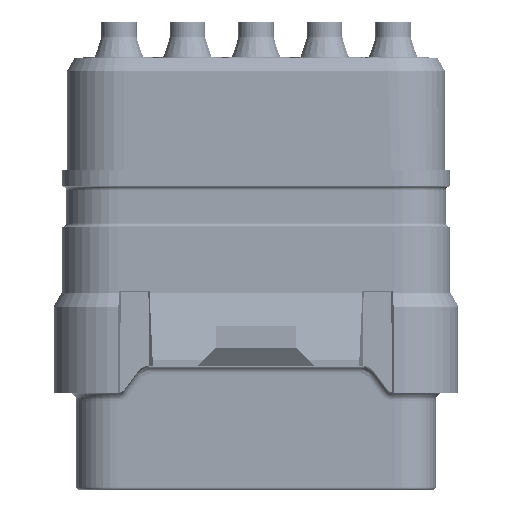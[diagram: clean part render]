
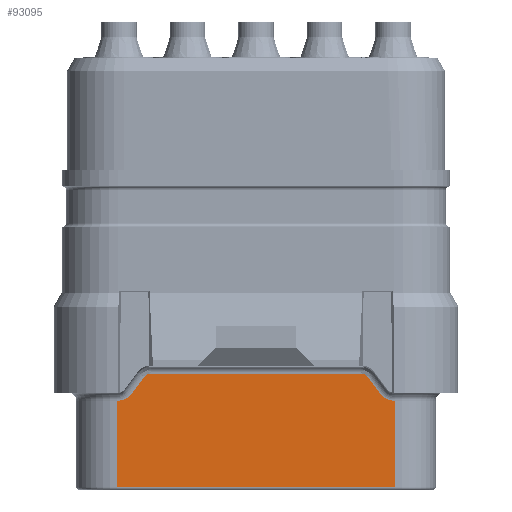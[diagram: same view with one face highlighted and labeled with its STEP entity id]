
A CAD part, front view. The second image highlights one B-rep face of the part: STEP entity #93095.
In plain terms, the highlighted planar face has unit normal (0, -1, 0).
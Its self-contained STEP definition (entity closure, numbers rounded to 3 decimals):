
#6882=DIRECTION('',(-1.,0.,0.));
#6883=VECTOR('',#6882,10.32);
#6884=CARTESIAN_POINT('',(5.16,-5.81,-11.74));
#6885=LINE('',#6884,#6883);
#7054=DIRECTION('',(-1.,0.,0.));
#7055=VECTOR('',#7054,0.06);
#7056=CARTESIAN_POINT('',(5.16,-5.81,-8.53));
#7057=LINE('',#7056,#7055);
#7058=DIRECTION('',(0.,0.,-1.));
#7059=VECTOR('',#7058,3.21);
#7060=CARTESIAN_POINT('',(5.16,-5.81,-8.53));
#7061=LINE('',#7060,#7059);
#7067=DIRECTION('',(-1.,0.,0.));
#7068=VECTOR('',#7067,0.06);
#7069=CARTESIAN_POINT('',(-5.1,-5.81,-8.53));
#7070=LINE('',#7069,#7068);
#7123=DIRECTION('',(0.,0.,-1.));
#7124=VECTOR('',#7123,3.21);
#7125=CARTESIAN_POINT('',(-5.16,-5.81,-8.53));
#7126=LINE('',#7125,#7124);
#7791=CARTESIAN_POINT('',(5.1,-5.81,-7.93));
#7792=DIRECTION('',(0.,1.,0.));
#7793=DIRECTION('',(0.,0.,-1.));
#7794=AXIS2_PLACEMENT_3D('',#7791,#7792,#7793);
#7810=DIRECTION('',(-0.6,0.,0.8));
#7811=VECTOR('',#7810,0.8);
#7812=CARTESIAN_POINT('',(4.62,-5.81,-8.29));
#7813=LINE('',#7812,#7811);
#7828=CARTESIAN_POINT('',(3.9,-5.81,-7.83));
#7829=DIRECTION('',(0.,-1.,0.));
#7830=DIRECTION('',(0.8,0.,0.6));
#7831=AXIS2_PLACEMENT_3D('',#7828,#7829,#7830);
#7889=CARTESIAN_POINT('',(-3.9,-5.81,-7.83));
#7890=DIRECTION('',(0.,-1.,0.));
#7891=DIRECTION('',(0.,0.,1.));
#7892=AXIS2_PLACEMENT_3D('',#7889,#7890,#7891);
#7965=DIRECTION('',(-1.,0.,0.));
#7966=VECTOR('',#7965,7.8);
#7967=CARTESIAN_POINT('',(3.9,-5.81,-7.53));
#7968=LINE('',#7967,#7966);
#7978=DIRECTION('',(-0.6,0.,-0.8));
#7979=VECTOR('',#7978,0.8);
#7980=CARTESIAN_POINT('',(-4.14,-5.81,-7.65));
#7981=LINE('',#7980,#7979);
#8015=CARTESIAN_POINT('',(-5.1,-5.81,-7.93));
#8016=DIRECTION('',(0.,1.,0.));
#8017=DIRECTION('',(0.8,0.,-0.6));
#8018=AXIS2_PLACEMENT_3D('',#8015,#8016,#8017);
#78748=CARTESIAN_POINT('',(5.16,-5.81,-11.74));
#78749=VERTEX_POINT('',#78748);
#78752=CARTESIAN_POINT('',(-5.16,-5.81,-11.74));
#78753=VERTEX_POINT('',#78752);
#78830=CARTESIAN_POINT('',(-5.16,-5.81,-8.53));
#78831=VERTEX_POINT('',#78830);
#78832=CARTESIAN_POINT('',(-5.1,-5.81,-8.53));
#78833=VERTEX_POINT('',#78832);
#78834=CARTESIAN_POINT('',(-4.62,-5.81,-8.29));
#78835=VERTEX_POINT('',#78834);
#78840=CARTESIAN_POINT('',(-4.14,-5.81,-7.65));
#78841=VERTEX_POINT('',#78840);
#78842=CARTESIAN_POINT('',(-3.9,-5.81,-7.53));
#78843=VERTEX_POINT('',#78842);
#78844=CARTESIAN_POINT('',(3.9,-5.81,-7.53));
#78845=VERTEX_POINT('',#78844);
#78846=CARTESIAN_POINT('',(4.14,-5.81,-7.65));
#78847=VERTEX_POINT('',#78846);
#78852=CARTESIAN_POINT('',(4.62,-5.81,-8.29));
#78853=VERTEX_POINT('',#78852);
#78854=CARTESIAN_POINT('',(5.1,-5.81,-8.53));
#78855=VERTEX_POINT('',#78854);
#78856=CARTESIAN_POINT('',(5.16,-5.81,-8.53));
#78857=VERTEX_POINT('',#78856);
#93067=CARTESIAN_POINT('',(5.16,-5.81,-8.23));
#93068=DIRECTION('',(0.,-1.,0.));
#93069=DIRECTION('',(-1.,0.,0.));
#93070=AXIS2_PLACEMENT_3D('',#93067,#93068,#93069);
#93071=PLANE('',#93070);
#93073=ORIENTED_EDGE('',*,*,#93072,.F.);
#93075=ORIENTED_EDGE('',*,*,#93074,.F.);
#93077=ORIENTED_EDGE('',*,*,#93076,.F.);
#93079=ORIENTED_EDGE('',*,*,#93078,.F.);
#93081=ORIENTED_EDGE('',*,*,#93080,.F.);
#93083=ORIENTED_EDGE('',*,*,#93082,.F.);
#93085=ORIENTED_EDGE('',*,*,#93084,.F.);
#93087=ORIENTED_EDGE('',*,*,#93086,.F.);
#93088=ORIENTED_EDGE('',*,*,#93060,.F.);
#93089=ORIENTED_EDGE('',*,*,#93035,.T.);
#93090=ORIENTED_EDGE('',*,*,#92863,.T.);
#93092=ORIENTED_EDGE('',*,*,#93091,.F.);
#93093=EDGE_LOOP('',(#93073,#93075,#93077,#93079,#93081,#93083,#93085,#93087,
#93088,#93089,#93090,#93092));
#93094=FACE_OUTER_BOUND('',#93093,.F.);
#93095=ADVANCED_FACE('',(#93094),#93071,.T.);
#7795=CIRCLE('',#7794,0.6);
#7832=CIRCLE('',#7831,0.3);
#7893=CIRCLE('',#7892,0.3);
#8019=CIRCLE('',#8018,0.6);
#92863=EDGE_CURVE('',#78749,#78753,#6885,.T.);
#93035=EDGE_CURVE('',#78857,#78749,#7061,.T.);
#93060=EDGE_CURVE('',#78857,#78855,#7057,.T.);
#93072=EDGE_CURVE('',#78833,#78831,#7070,.T.);
#93074=EDGE_CURVE('',#78835,#78833,#8019,.T.);
#93076=EDGE_CURVE('',#78841,#78835,#7981,.T.);
#93078=EDGE_CURVE('',#78843,#78841,#7893,.T.);
#93080=EDGE_CURVE('',#78845,#78843,#7968,.T.);
#93082=EDGE_CURVE('',#78847,#78845,#7832,.T.);
#93084=EDGE_CURVE('',#78853,#78847,#7813,.T.);
#93086=EDGE_CURVE('',#78855,#78853,#7795,.T.);
#93091=EDGE_CURVE('',#78831,#78753,#7126,.T.);
